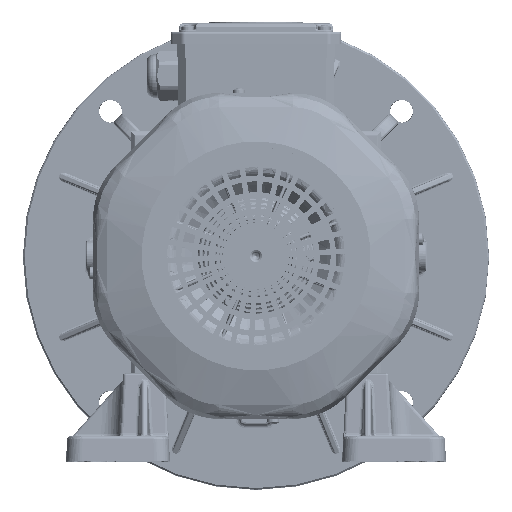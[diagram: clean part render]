
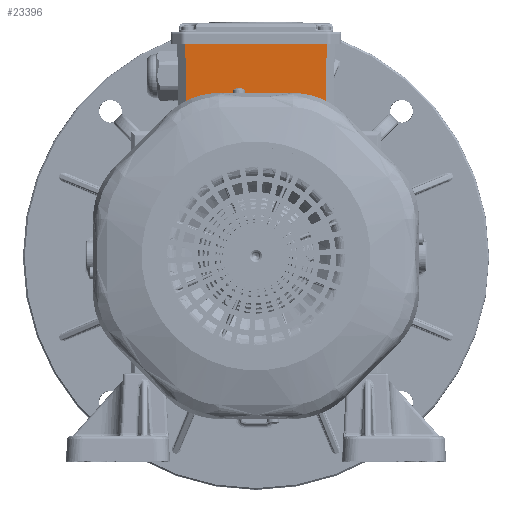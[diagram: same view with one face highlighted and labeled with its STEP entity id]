
A CAD part, top view. The second image highlights one B-rep face of the part: STEP entity #23396.
In plain terms, the highlighted planar face has unit normal (0, -0.018, 1).
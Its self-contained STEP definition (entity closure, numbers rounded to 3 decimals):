
#12590=PLANE('',#188294);
#23396=ADVANCED_FACE('',(#34133),#12590,.T.);
#34133=FACE_OUTER_BOUND('',#44814,.T.);
#44814=EDGE_LOOP('',(#110907,#110908,#110909,#110910));
#60936=LINE('',#373492,#69369);
#60937=LINE('',#373494,#69370);
#60938=LINE('',#373496,#69371);
#60939=LINE('',#373498,#69372);
#69369=VECTOR('',#230977,1.);
#69370=VECTOR('',#230980,1.);
#69371=VECTOR('',#230981,1.);
#69372=VECTOR('',#230982,1.);
#110907=ORIENTED_EDGE('',*,*,#158212,.T.);
#110908=ORIENTED_EDGE('',*,*,#158211,.F.);
#110909=ORIENTED_EDGE('',*,*,#158213,.F.);
#110910=ORIENTED_EDGE('',*,*,#158214,.T.);
#132656=VERTEX_POINT('',#373486);
#132659=VERTEX_POINT('',#373491);
#132660=VERTEX_POINT('',#373495);
#132661=VERTEX_POINT('',#373497);
#158211=EDGE_CURVE('',#132659,#132656,#60936,.T.);
#158212=EDGE_CURVE('',#132660,#132656,#60937,.T.);
#158213=EDGE_CURVE('',#132661,#132659,#60938,.T.);
#158214=EDGE_CURVE('',#132661,#132660,#60939,.T.);
#188294=AXIS2_PLACEMENT_3D('',#373499,#230983,#230984);
#230977=DIRECTION('',(-0.007,1.,0.017));
#230980=DIRECTION('',(-1.,0.,0.));
#230981=DIRECTION('',(-1.,0.,0.));
#230982=DIRECTION('',(0.007,1.,0.017));
#230983=DIRECTION('',(0.,-0.017,1.));
#230984=DIRECTION('',(0.,1.,0.017));
#373486=CARTESIAN_POINT('',(-45.457,137.,116.689));
#373491=CARTESIAN_POINT('',(-45.172,97.5,116.));
#373492=CARTESIAN_POINT('',(-45.172,97.5,116.));
#373494=CARTESIAN_POINT('',(45.172,137.,116.689));
#373495=CARTESIAN_POINT('',(45.457,137.,116.689));
#373496=CARTESIAN_POINT('',(45.172,97.5,116.));
#373497=CARTESIAN_POINT('',(45.172,97.5,116.));
#373498=CARTESIAN_POINT('',(45.172,97.5,116.));
#373499=CARTESIAN_POINT('',(45.172,97.5,116.));
